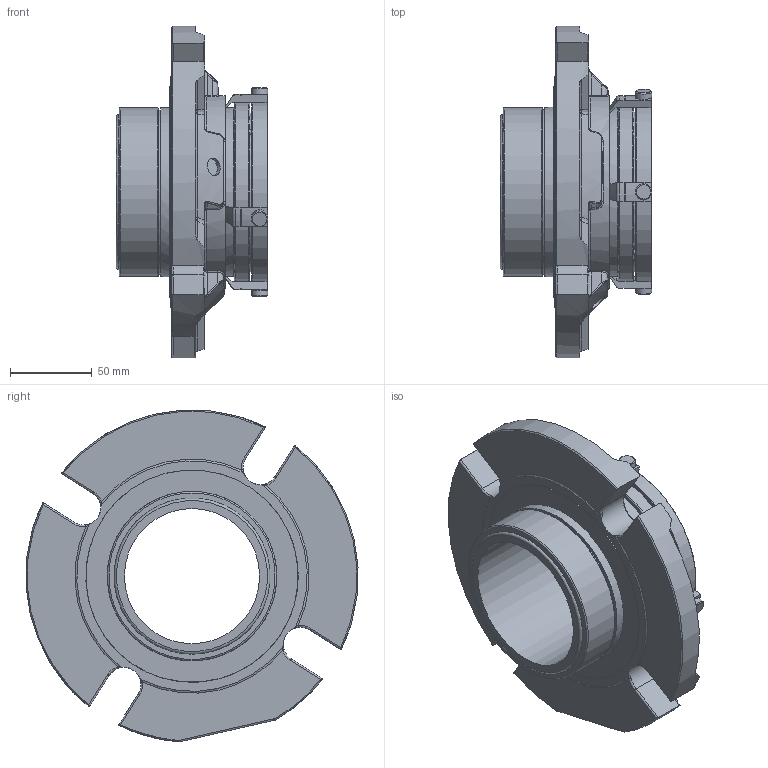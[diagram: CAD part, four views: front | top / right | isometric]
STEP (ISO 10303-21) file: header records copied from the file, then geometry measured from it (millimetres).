
FILE_DESCRIPTION(/* description */ ('Unknown'),/* implementation_level */ '2;1');
FILE_NAME(/* name */ '3.250',/* time_stamp */ '2023-02-13T12:01:55+00:00',/* author */ ('Unknown'),/* organization */ ('Unknown'),/* preprocessor_version */ 'ST-DEVELOPER v16.7',/* originating_system */ 'Solid Edge',/* authorisation */ 'Unknown');
FILE_SCHEMA (('AUTOMOTIVE_DESIGN {1 0 10303 214 3 1 1}'));
Length unit declared in the file: millimetre
Products named in the file (1): 3.250
Bounding box: 92.63 x 202.66 x 202.52 mm (x, y, z)
Volume: 742182.5 mm3; surface area: 121828.2 mm2
Topology: 1 solids, 1 shells, 566 faces, 1437 edges, 909 vertices
Faces by surface type: plane 199, cylinder 152, bspline 91, torus 81, sphere 22, cone 21
Full cylindrical faces by diameter (mm): 2.821 x1, 3.175 x2, 10 x4, 10.998 x2, 82.55 x1, 95.225 x1, 97.231 x1, 100.203 x1, 103.073 x1, 103.175 x1, 103.505 x1, 109.372 x1, 118 x1, 129.591 x1
Entity records: 19807 total; most frequent: CARTESIAN_POINT 7116, ORIENTED_EDGE 2774, DIRECTION 2396, EDGE_CURVE 1387, AXIS2_PLACEMENT_3D 941, VERTEX_POINT 892, EDGE_LOOP 649, FACE_BOUND 649
